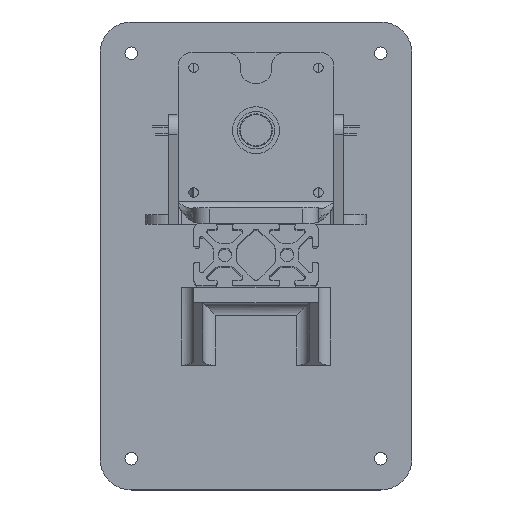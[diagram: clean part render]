
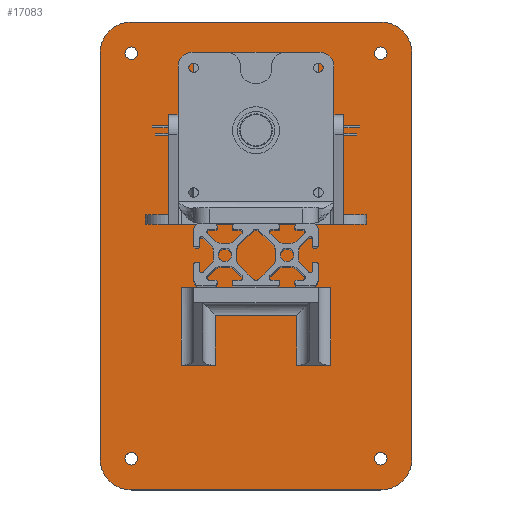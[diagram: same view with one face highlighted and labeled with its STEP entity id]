
A CAD part, top view. The second image highlights one B-rep face of the part: STEP entity #17083.
In plain terms, the highlighted planar face has unit normal (0, 0, 1).
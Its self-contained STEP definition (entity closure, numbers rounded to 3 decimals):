
#481=FACE_BOUND('',#2914,.T.);
#482=FACE_BOUND('',#2915,.T.);
#483=FACE_BOUND('',#2916,.T.);
#484=FACE_BOUND('',#2917,.T.);
#485=FACE_BOUND('',#2918,.T.);
#486=FACE_BOUND('',#2919,.T.);
#1128=PLANE('',#18431);
#1953=FACE_OUTER_BOUND('',#2913,.T.);
#2913=EDGE_LOOP('',(#15385,#15386,#15387,#15388,#15389,#15390,#15391,#15392));
#2914=EDGE_LOOP('',(#15393));
#2915=EDGE_LOOP('',(#15394));
#2916=EDGE_LOOP('',(#15395));
#2917=EDGE_LOOP('',(#15396));
#2918=EDGE_LOOP('',(#15397,#15398,#15399,#15400,#15401,#15402,#15403,#15404));
#2919=EDGE_LOOP('',(#15405,#15406,#15407,#15408,#15409,#15410,#15411,#15412));
#4773=LINE('',#28177,#6633);
#4774=LINE('',#28181,#6634);
#4775=LINE('',#28185,#6635);
#4776=LINE('',#28188,#6636);
#4777=LINE('',#28191,#6637);
#4778=LINE('',#28193,#6638);
#4779=LINE('',#28195,#6639);
#4780=LINE('',#28197,#6640);
#4781=LINE('',#28199,#6641);
#4782=LINE('',#28201,#6642);
#4783=LINE('',#28203,#6643);
#4784=LINE('',#28204,#6644);
#4785=LINE('',#28207,#6645);
#4786=LINE('',#28209,#6646);
#4787=LINE('',#28211,#6647);
#4788=LINE('',#28213,#6648);
#4789=LINE('',#28215,#6649);
#4790=LINE('',#28217,#6650);
#4791=LINE('',#28219,#6651);
#4792=LINE('',#28220,#6652);
#6633=VECTOR('',#22623,10.);
#6634=VECTOR('',#22626,10.);
#6635=VECTOR('',#22629,10.);
#6636=VECTOR('',#22632,10.);
#6637=VECTOR('',#22633,10.);
#6638=VECTOR('',#22634,10.);
#6639=VECTOR('',#22635,10.);
#6640=VECTOR('',#22636,10.);
#6641=VECTOR('',#22637,10.);
#6642=VECTOR('',#22638,10.);
#6643=VECTOR('',#22639,10.);
#6644=VECTOR('',#22640,10.);
#6645=VECTOR('',#22641,10.);
#6646=VECTOR('',#22642,10.);
#6647=VECTOR('',#22643,10.);
#6648=VECTOR('',#22644,10.);
#6649=VECTOR('',#22645,10.);
#6650=VECTOR('',#22646,10.);
#6651=VECTOR('',#22647,10.);
#6652=VECTOR('',#22648,10.);
#7189=CIRCLE('',#18418,2.);
#7191=CIRCLE('',#18421,2.);
#7193=CIRCLE('',#18424,2.);
#7195=CIRCLE('',#18427,2.);
#7196=CIRCLE('',#18429,10.);
#7198=CIRCLE('',#18432,10.);
#7199=CIRCLE('',#18433,10.);
#7200=CIRCLE('',#18434,10.);
#8663=VERTEX_POINT('',#28145);
#8665=VERTEX_POINT('',#28151);
#8667=VERTEX_POINT('',#28157);
#8669=VERTEX_POINT('',#28163);
#8670=VERTEX_POINT('',#28167);
#8671=VERTEX_POINT('',#28168);
#8674=VERTEX_POINT('',#28176);
#8675=VERTEX_POINT('',#28178);
#8676=VERTEX_POINT('',#28180);
#8677=VERTEX_POINT('',#28182);
#8678=VERTEX_POINT('',#28184);
#8679=VERTEX_POINT('',#28186);
#8680=VERTEX_POINT('',#28189);
#8681=VERTEX_POINT('',#28190);
#8682=VERTEX_POINT('',#28192);
#8683=VERTEX_POINT('',#28194);
#8684=VERTEX_POINT('',#28196);
#8685=VERTEX_POINT('',#28198);
#8686=VERTEX_POINT('',#28200);
#8687=VERTEX_POINT('',#28202);
#8688=VERTEX_POINT('',#28205);
#8689=VERTEX_POINT('',#28206);
#8690=VERTEX_POINT('',#28208);
#8691=VERTEX_POINT('',#28210);
#8692=VERTEX_POINT('',#28212);
#8693=VERTEX_POINT('',#28214);
#8694=VERTEX_POINT('',#28216);
#8695=VERTEX_POINT('',#28218);
#10935=EDGE_CURVE('',#8663,#8663,#7189,.T.);
#10938=EDGE_CURVE('',#8665,#8665,#7191,.T.);
#10941=EDGE_CURVE('',#8667,#8667,#7193,.T.);
#10944=EDGE_CURVE('',#8669,#8669,#7195,.T.);
#10945=EDGE_CURVE('',#8670,#8671,#7196,.T.);
#10949=EDGE_CURVE('',#8670,#8674,#4773,.T.);
#10950=EDGE_CURVE('',#8675,#8674,#7198,.T.);
#10951=EDGE_CURVE('',#8675,#8676,#4774,.T.);
#10952=EDGE_CURVE('',#8677,#8676,#7199,.T.);
#10953=EDGE_CURVE('',#8677,#8678,#4775,.T.);
#10954=EDGE_CURVE('',#8679,#8678,#7200,.T.);
#10955=EDGE_CURVE('',#8679,#8671,#4776,.T.);
#10956=EDGE_CURVE('',#8680,#8681,#4777,.T.);
#10957=EDGE_CURVE('',#8682,#8681,#4778,.T.);
#10958=EDGE_CURVE('',#8682,#8683,#4779,.T.);
#10959=EDGE_CURVE('',#8684,#8683,#4780,.T.);
#10960=EDGE_CURVE('',#8684,#8685,#4781,.T.);
#10961=EDGE_CURVE('',#8686,#8685,#4782,.T.);
#10962=EDGE_CURVE('',#8687,#8686,#4783,.T.);
#10963=EDGE_CURVE('',#8680,#8687,#4784,.T.);
#10964=EDGE_CURVE('',#8688,#8689,#4785,.T.);
#10965=EDGE_CURVE('',#8690,#8689,#4786,.T.);
#10966=EDGE_CURVE('',#8691,#8690,#4787,.T.);
#10967=EDGE_CURVE('',#8692,#8691,#4788,.T.);
#10968=EDGE_CURVE('',#8692,#8693,#4789,.T.);
#10969=EDGE_CURVE('',#8694,#8693,#4790,.T.);
#10970=EDGE_CURVE('',#8694,#8695,#4791,.T.);
#10971=EDGE_CURVE('',#8688,#8695,#4792,.T.);
#15385=ORIENTED_EDGE('',*,*,#10945,.F.);
#15386=ORIENTED_EDGE('',*,*,#10949,.T.);
#15387=ORIENTED_EDGE('',*,*,#10950,.F.);
#15388=ORIENTED_EDGE('',*,*,#10951,.T.);
#15389=ORIENTED_EDGE('',*,*,#10952,.F.);
#15390=ORIENTED_EDGE('',*,*,#10953,.T.);
#15391=ORIENTED_EDGE('',*,*,#10954,.F.);
#15392=ORIENTED_EDGE('',*,*,#10955,.T.);
#15393=ORIENTED_EDGE('',*,*,#10935,.T.);
#15394=ORIENTED_EDGE('',*,*,#10938,.T.);
#15395=ORIENTED_EDGE('',*,*,#10941,.T.);
#15396=ORIENTED_EDGE('',*,*,#10944,.T.);
#15397=ORIENTED_EDGE('',*,*,#10956,.T.);
#15398=ORIENTED_EDGE('',*,*,#10957,.F.);
#15399=ORIENTED_EDGE('',*,*,#10958,.T.);
#15400=ORIENTED_EDGE('',*,*,#10959,.F.);
#15401=ORIENTED_EDGE('',*,*,#10960,.T.);
#15402=ORIENTED_EDGE('',*,*,#10961,.F.);
#15403=ORIENTED_EDGE('',*,*,#10962,.F.);
#15404=ORIENTED_EDGE('',*,*,#10963,.F.);
#15405=ORIENTED_EDGE('',*,*,#10964,.T.);
#15406=ORIENTED_EDGE('',*,*,#10965,.F.);
#15407=ORIENTED_EDGE('',*,*,#10966,.F.);
#15408=ORIENTED_EDGE('',*,*,#10967,.F.);
#15409=ORIENTED_EDGE('',*,*,#10968,.T.);
#15410=ORIENTED_EDGE('',*,*,#10969,.F.);
#15411=ORIENTED_EDGE('',*,*,#10970,.T.);
#15412=ORIENTED_EDGE('',*,*,#10971,.F.);
#17083=ADVANCED_FACE('',(#1953,#481,#482,#483,#484,#485,#486),#1128,.T.);
#18418=AXIS2_PLACEMENT_3D('',#28147,#22590,#22591);
#18421=AXIS2_PLACEMENT_3D('',#28153,#22597,#22598);
#18424=AXIS2_PLACEMENT_3D('',#28159,#22604,#22605);
#18427=AXIS2_PLACEMENT_3D('',#28165,#22611,#22612);
#18429=AXIS2_PLACEMENT_3D('',#28169,#22615,#22616);
#18431=AXIS2_PLACEMENT_3D('',#28175,#22621,#22622);
#18432=AXIS2_PLACEMENT_3D('',#28179,#22624,#22625);
#18433=AXIS2_PLACEMENT_3D('',#28183,#22627,#22628);
#18434=AXIS2_PLACEMENT_3D('',#28187,#22630,#22631);
#22590=DIRECTION('center_axis',(0.,0.,-1.));
#22591=DIRECTION('ref_axis',(-1.,0.,0.));
#22597=DIRECTION('center_axis',(0.,0.,-1.));
#22598=DIRECTION('ref_axis',(-1.,0.,0.));
#22604=DIRECTION('center_axis',(0.,0.,-1.));
#22605=DIRECTION('ref_axis',(-1.,0.,0.));
#22611=DIRECTION('center_axis',(0.,0.,-1.));
#22612=DIRECTION('ref_axis',(-1.,0.,0.));
#22615=DIRECTION('center_axis',(0.,0.,-1.));
#22616=DIRECTION('ref_axis',(0.707,-0.707,0.));
#22621=DIRECTION('center_axis',(0.,0.,1.));
#22622=DIRECTION('ref_axis',(1.,0.,0.));
#22623=DIRECTION('',(0.,1.,0.));
#22624=DIRECTION('center_axis',(0.,0.,-1.));
#22625=DIRECTION('ref_axis',(0.707,0.707,0.));
#22626=DIRECTION('',(-1.,0.,0.));
#22627=DIRECTION('center_axis',(0.,0.,-1.));
#22628=DIRECTION('ref_axis',(-0.707,0.707,0.));
#22629=DIRECTION('',(0.,-1.,0.));
#22630=DIRECTION('center_axis',(0.,0.,-1.));
#22631=DIRECTION('ref_axis',(-0.707,-0.707,0.));
#22632=DIRECTION('',(1.,0.,0.));
#22633=DIRECTION('',(-1.,0.,0.));
#22634=DIRECTION('',(0.,-1.,0.));
#22635=DIRECTION('',(1.,0.,0.));
#22636=DIRECTION('',(0.,1.,0.));
#22637=DIRECTION('',(-1.,0.,0.));
#22638=DIRECTION('',(0.,-1.,0.));
#22639=DIRECTION('',(1.,0.,0.));
#22640=DIRECTION('',(0.,1.,0.));
#22641=DIRECTION('',(1.,0.,0.));
#22642=DIRECTION('',(0.,1.,0.));
#22643=DIRECTION('',(-1.,0.,0.));
#22644=DIRECTION('',(0.,-1.,0.));
#22645=DIRECTION('',(1.,0.,0.));
#22646=DIRECTION('',(0.,1.,0.));
#22647=DIRECTION('',(-1.,0.,0.));
#22648=DIRECTION('',(0.,-1.,0.));
#28145=CARTESIAN_POINT('',(-38.,65.,5.));
#28147=CARTESIAN_POINT('Origin',(-40.,65.,5.));
#28151=CARTESIAN_POINT('',(42.,-65.,5.));
#28153=CARTESIAN_POINT('Origin',(40.,-65.,5.));
#28157=CARTESIAN_POINT('',(42.,65.,5.));
#28159=CARTESIAN_POINT('Origin',(40.,65.,5.));
#28163=CARTESIAN_POINT('',(-38.,-65.,5.));
#28165=CARTESIAN_POINT('Origin',(-40.,-65.,5.));
#28167=CARTESIAN_POINT('',(50.,-65.,5.));
#28168=CARTESIAN_POINT('',(40.,-75.,5.));
#28169=CARTESIAN_POINT('Origin',(40.,-65.,5.));
#28175=CARTESIAN_POINT('Origin',(0.,0.,5.));
#28176=CARTESIAN_POINT('',(50.,65.,5.));
#28177=CARTESIAN_POINT('',(50.,75.,5.));
#28178=CARTESIAN_POINT('',(40.,75.,5.));
#28179=CARTESIAN_POINT('Origin',(40.,65.,5.));
#28180=CARTESIAN_POINT('',(-40.,75.,5.));
#28181=CARTESIAN_POINT('',(-50.,75.,5.));
#28182=CARTESIAN_POINT('',(-50.,65.,5.));
#28183=CARTESIAN_POINT('Origin',(-40.,65.,5.));
#28184=CARTESIAN_POINT('',(-50.,-65.,5.));
#28185=CARTESIAN_POINT('',(-50.,-75.,5.));
#28186=CARTESIAN_POINT('',(-40.,-75.,5.));
#28187=CARTESIAN_POINT('Origin',(-40.,-65.,5.));
#28188=CARTESIAN_POINT('',(50.,-75.,5.));
#28189=CARTESIAN_POINT('',(-13.,-35.05,5.));
#28190=CARTESIAN_POINT('',(-24.,-35.05,5.));
#28191=CARTESIAN_POINT('',(-17.,-35.05,5.));
#28192=CARTESIAN_POINT('',(-24.,-10.05,5.));
#28193=CARTESIAN_POINT('',(-24.,-12.525,5.));
#28194=CARTESIAN_POINT('',(24.,-10.05,5.));
#28195=CARTESIAN_POINT('',(10.,-10.05,5.));
#28196=CARTESIAN_POINT('',(24.,-35.05,5.));
#28197=CARTESIAN_POINT('',(24.,-12.525,5.));
#28198=CARTESIAN_POINT('',(13.,-35.05,5.));
#28199=CARTESIAN_POINT('',(20.,-35.05,5.));
#28200=CARTESIAN_POINT('',(13.,-19.05,5.));
#28201=CARTESIAN_POINT('',(13.,-12.525,5.));
#28202=CARTESIAN_POINT('',(-13.,-19.05,5.));
#28203=CARTESIAN_POINT('',(-10.,-19.05,5.));
#28204=CARTESIAN_POINT('',(-13.,-12.525,5.));
#28205=CARTESIAN_POINT('',(-24.,35.05,5.));
#28206=CARTESIAN_POINT('',(-13.,35.05,5.));
#28207=CARTESIAN_POINT('',(-20.,35.05,5.));
#28208=CARTESIAN_POINT('',(-13.,19.05,5.));
#28209=CARTESIAN_POINT('',(-13.,12.525,5.));
#28210=CARTESIAN_POINT('',(13.,19.05,5.));
#28211=CARTESIAN_POINT('',(10.,19.05,5.));
#28212=CARTESIAN_POINT('',(13.,35.05,5.));
#28213=CARTESIAN_POINT('',(13.,12.525,5.));
#28214=CARTESIAN_POINT('',(24.,35.05,5.));
#28215=CARTESIAN_POINT('',(17.,35.05,5.));
#28216=CARTESIAN_POINT('',(24.,10.05,5.));
#28217=CARTESIAN_POINT('',(24.,12.525,5.));
#28218=CARTESIAN_POINT('',(-24.,10.05,5.));
#28219=CARTESIAN_POINT('',(-10.,10.05,5.));
#28220=CARTESIAN_POINT('',(-24.,12.525,5.));
